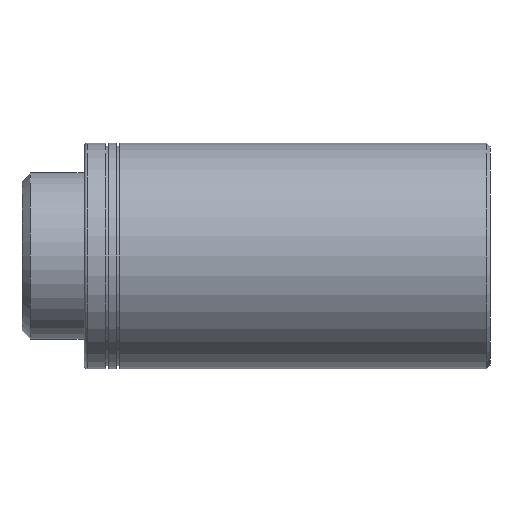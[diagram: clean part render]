
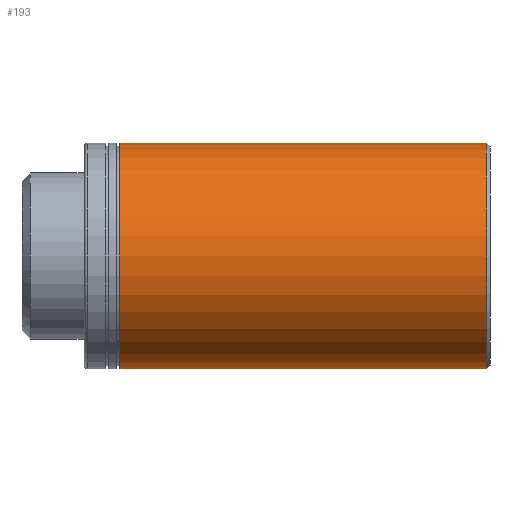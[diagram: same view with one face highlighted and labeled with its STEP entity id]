
A CAD part, front view. The second image highlights one B-rep face of the part: STEP entity #193.
In plain terms, the highlighted cylindrical face has radius 2.78 mm (diameter 5.56 mm), a partial arc.
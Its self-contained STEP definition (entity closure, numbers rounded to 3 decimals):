
#193=ADVANCED_FACE('',(#526),#527,.T.);
#526=FACE_OUTER_BOUND('',#1017,.T.);
#527=CYLINDRICAL_SURFACE('',#1018,2.78);
#1017=EDGE_LOOP('',(#1537,#1538,#1539,#1540));
#1018=AXIS2_PLACEMENT_3D('',#1541,#1542,#1543);
#1537=ORIENTED_EDGE('',*,*,#2906,.F.);
#1538=ORIENTED_EDGE('',*,*,#2907,.T.);
#1539=ORIENTED_EDGE('',*,*,#2908,.F.);
#1540=ORIENTED_EDGE('',*,*,#2909,.F.);
#1541=CARTESIAN_POINT('',(6.924,0.0,0.));
#1542=DIRECTION('',(-1.0,0.0,0.));
#1543=DIRECTION('',(0.,0.0,-1.0));
#2906=EDGE_CURVE('',#3472,#3473,#3474,.T.);
#2907=EDGE_CURVE('',#3472,#3475,#3476,.T.);
#2908=EDGE_CURVE('',#3477,#3475,#3478,.T.);
#2909=EDGE_CURVE('',#3473,#3477,#3479,.T.);
#3472=VERTEX_POINT('',#4278);
#3473=VERTEX_POINT('',#4279);
#3474=LINE('',#4280,#4281);
#3475=VERTEX_POINT('',#4282);
#3476=CIRCLE('',#4283,2.78);
#3477=VERTEX_POINT('',#4284);
#3478=LINE('',#4285,#4286);
#3479=CIRCLE('',#4287,2.78);
#4278=CARTESIAN_POINT('',(11.447,0.,-2.78));
#4279=CARTESIAN_POINT('',(2.402,0.,-2.78));
#4280=CARTESIAN_POINT('',(6.924,0.,-2.78));
#4281=VECTOR('',#5397,1.0);
#4282=CARTESIAN_POINT('',(11.447,0.,2.78));
#4283=AXIS2_PLACEMENT_3D('',#5398,#5399,#5400);
#4284=CARTESIAN_POINT('',(2.402,0.,2.78));
#4285=CARTESIAN_POINT('',(6.924,0.,2.78));
#4286=VECTOR('',#5401,1.0);
#4287=AXIS2_PLACEMENT_3D('',#5402,#5403,#5404);
#5397=DIRECTION('',(-1.0,0.0,0.));
#5398=CARTESIAN_POINT('',(11.447,0.0,0.));
#5399=DIRECTION('',(-1.0,0.0,0.));
#5400=DIRECTION('',(0.,0.0,-1.0));
#5401=DIRECTION('',(1.0,-0.0,0.));
#5402=CARTESIAN_POINT('',(2.402,0.0,0.));
#5403=DIRECTION('',(-1.0,0.0,0.));
#5404=DIRECTION('',(0.,0.0,-1.0));
